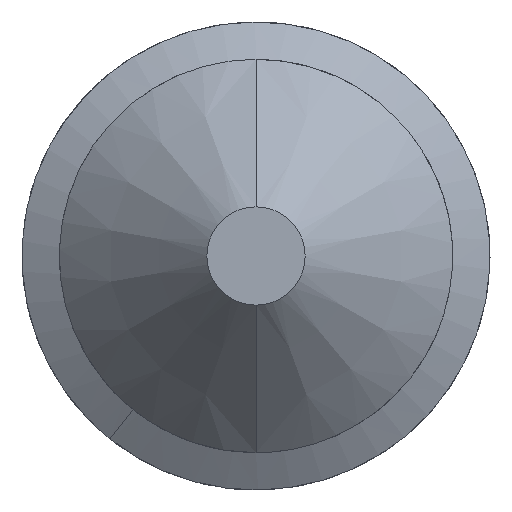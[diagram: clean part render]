
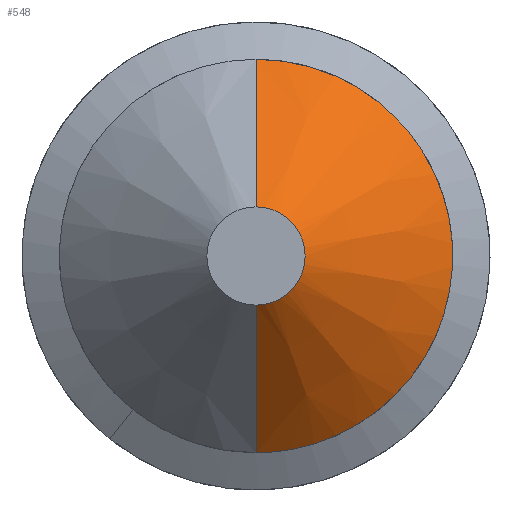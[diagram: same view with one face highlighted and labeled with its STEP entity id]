
A CAD part, front view. The second image highlights one B-rep face of the part: STEP entity #548.
In plain terms, the highlighted conical face has half-angle 45 degrees and reference radius 2 mm.
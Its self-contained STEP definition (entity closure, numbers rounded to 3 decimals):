
#41 = LINE ( 'NONE', #1392, #1819 ) ;
#92 = CONICAL_SURFACE ( 'NONE', #1250, 2., 0.785 ) ;
#101 = CARTESIAN_POINT ( 'NONE',  ( 1.748, 1.5, 1.007 ) ) ;
#112 = CARTESIAN_POINT ( 'NONE',  ( 1.948, 1.5, -0.523 ) ) ;
#176 = EDGE_LOOP ( 'NONE', ( #1336, #2057, #351, #871 ) ) ;
#178 = DIRECTION ( 'NONE',  ( 0., 0.707, 0.707 ) ) ;
#232 = VERTEX_POINT ( 'NONE', #563 ) ;
#266 = CARTESIAN_POINT ( 'NONE',  ( 1.007, 1.5, 1.748 ) ) ;
#315 = VERTEX_POINT ( 'NONE', #407 ) ;
#331 = DIRECTION ( 'NONE',  ( 0., 1., 0. ) ) ;
#351 = ORIENTED_EDGE ( 'NONE', *, *, #462, .F. ) ;
#354 = VERTEX_POINT ( 'NONE', #1993 ) ;
#375 = DIRECTION ( 'NONE',  ( 0., 0.707, -0.707 ) ) ;
#407 = CARTESIAN_POINT ( 'NONE',  ( 0., 1.5, -2. ) ) ;
#461 = CARTESIAN_POINT ( 'NONE',  ( 0., 1.5, -2. ) ) ;
#462 = EDGE_CURVE ( 'NONE', #232, #315, #1568, .T. ) ;
#548 = ADVANCED_FACE ( 'NONE', ( #2248 ), #92, .T. ) ;
#563 = CARTESIAN_POINT ( 'NONE',  ( 0., 1.5, 2. ) ) ;
#583 = CARTESIAN_POINT ( 'NONE',  ( 1.599, 1.5, -1.229 ) ) ;
#592 = DIRECTION ( 'NONE',  ( 0., 0., 1. ) ) ;
#630 = CARTESIAN_POINT ( 'NONE',  ( 1.748, 1.5, -1.007 ) ) ;
#766 = DIRECTION ( 'NONE',  ( 0., -1., 0. ) ) ;
#829 = CARTESIAN_POINT ( 'NONE',  ( 0., 0., 0. ) ) ;
#836 = CARTESIAN_POINT ( 'NONE',  ( 0., 1.5, 0. ) ) ;
#871 = ORIENTED_EDGE ( 'NONE', *, *, #2026, .F. ) ;
#932 = CARTESIAN_POINT ( 'NONE',  ( 0.523, 1.5, 1.948 ) ) ;
#936 = EDGE_CURVE ( 'NONE', #354, #1271, #2075, .T. ) ;
#1009 = DIRECTION ( 'NONE',  ( 0., 0., 1. ) ) ;
#1098 = CARTESIAN_POINT ( 'NONE',  ( 0., 1.5, -2. ) ) ;
#1143 = EDGE_CURVE ( 'NONE', #354, #315, #1413, .T. ) ;
#1250 = AXIS2_PLACEMENT_3D ( 'NONE', #836, #331, #1009 ) ;
#1271 = VERTEX_POINT ( 'NONE', #1286 ) ;
#1275 = CARTESIAN_POINT ( 'NONE',  ( 1.007, 1.5, -1.748 ) ) ;
#1286 = CARTESIAN_POINT ( 'NONE',  ( 0., 0., 0.5 ) ) ;
#1320 = CARTESIAN_POINT ( 'NONE',  ( 1.229, 1.5, -1.599 ) ) ;
#1336 = ORIENTED_EDGE ( 'NONE', *, *, #936, .F. ) ;
#1371 = VECTOR ( 'NONE', #375, 1000. ) ;
#1392 = CARTESIAN_POINT ( 'NONE',  ( 0., 1.5, 2. ) ) ;
#1413 = LINE ( 'NONE', #1098, #1371 ) ;
#1473 = CARTESIAN_POINT ( 'NONE',  ( 0., 1.5, 2. ) ) ;
#1484 = CARTESIAN_POINT ( 'NONE',  ( 1.948, 1.5, 0.523 ) ) ;
#1568 = B_SPLINE_CURVE_WITH_KNOTS ( 'NONE', 3,
 ( #1473, #2177, #932, #266, #1657, #2200, #101, #1484, #2190, #2017, #112, #630, #583, #1320, #1275, #1983, #2028, #461 ),
 .UNSPECIFIED., .F., .F.,
 ( 4, 2, 2, 2, 2, 2, 2, 2, 4 ),
 ( 0., 0.062, 0.125, 0.187, 0.25, 0.312, 0.375, 0.438, 0.5 ),
 .UNSPECIFIED. ) ;
#1657 = CARTESIAN_POINT ( 'NONE',  ( 1.229, 1.5, 1.599 ) ) ;
#1819 = VECTOR ( 'NONE', #178, 1000. ) ;
#1983 = CARTESIAN_POINT ( 'NONE',  ( 0.523, 1.5, -1.948 ) ) ;
#1993 = CARTESIAN_POINT ( 'NONE',  ( 0., 0., -0.5 ) ) ;
#2017 = CARTESIAN_POINT ( 'NONE',  ( 2., 1.5, -0.262 ) ) ;
#2026 = EDGE_CURVE ( 'NONE', #1271, #232, #41, .T. ) ;
#2028 = CARTESIAN_POINT ( 'NONE',  ( 0.262, 1.5, -2. ) ) ;
#2057 = ORIENTED_EDGE ( 'NONE', *, *, #1143, .T. ) ;
#2075 = CIRCLE ( 'NONE', #2260, 0.5 ) ;
#2177 = CARTESIAN_POINT ( 'NONE',  ( 0.262, 1.5, 2. ) ) ;
#2190 = CARTESIAN_POINT ( 'NONE',  ( 2., 1.5, 0.262 ) ) ;
#2200 = CARTESIAN_POINT ( 'NONE',  ( 1.599, 1.5, 1.229 ) ) ;
#2248 = FACE_OUTER_BOUND ( 'NONE', #176, .T. ) ;
#2260 = AXIS2_PLACEMENT_3D ( 'NONE', #829, #766, #592 ) ;
